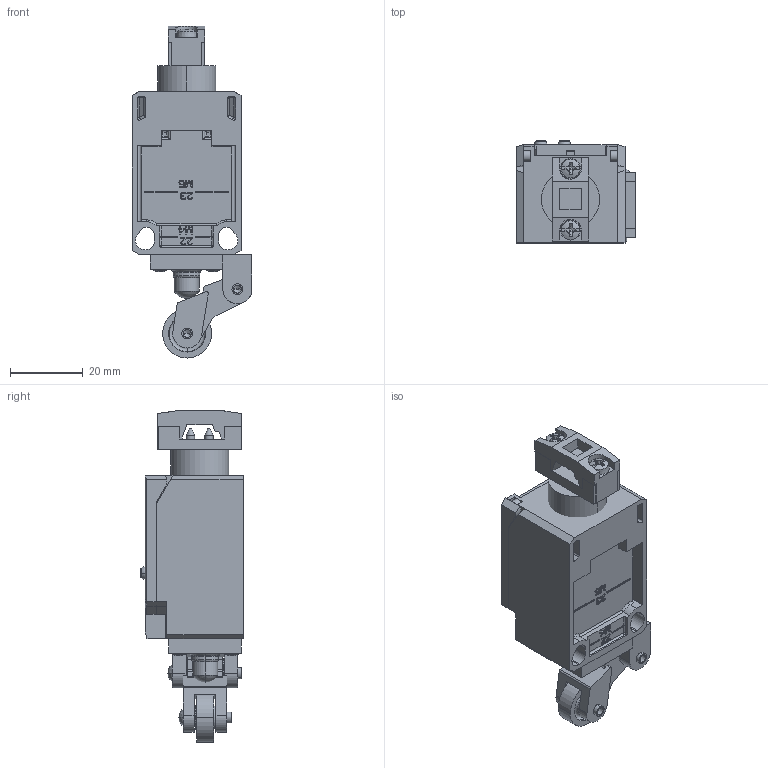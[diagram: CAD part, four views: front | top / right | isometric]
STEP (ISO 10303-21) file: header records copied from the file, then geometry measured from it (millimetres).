
FILE_DESCRIPTION((''),'2;1');
FILE_NAME('6073403035_SW0001','2010-07-08T',('T.Romberg'),(''),'PRO/ENGINEER BY PARAMETRIC TECHNOLOGY CORPORATION, 2005070','PRO/ENGINEER BY PARAMETRIC TECHNOLOGY CORPORATION, 2005070','');
FILE_SCHEMA(('AUTOMOTIVE_DESIGN_CC2 { 1 2 10303 214 -1 1 5 2 }'));
Length unit declared in the file: millimetre
Products named in the file (1): 6073403035_SW0001
Bounding box: 33 x 28.2 x 91.45 mm (x, y, z)
Surface area: 23826.9 mm2 (no closed solid volume)
Topology: 0 solids, 38 shells, 1268 faces, 3694 edges, 2433 vertices
Faces by surface type: plane 830, cylinder 261, sphere 74, cone 68, torus 31, bspline 4
Entity records: 62901 total; most frequent: CARTESIAN_POINT 8231, DIRECTION 6951, ORIENTED_EDGE 6706, PRESENTATION_STYLE_ASSIGNMENT 4888, STYLED_ITEM 3678, CURVE_STYLE 3656, EDGE_CURVE 3656, VECTOR 2665
